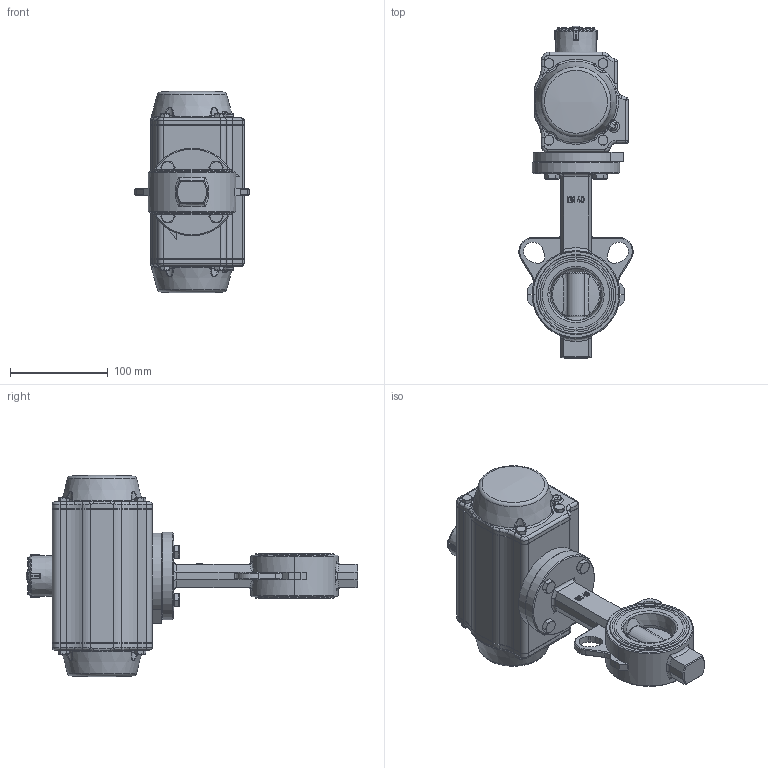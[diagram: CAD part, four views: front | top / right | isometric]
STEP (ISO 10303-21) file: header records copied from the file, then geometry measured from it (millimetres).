
FILE_DESCRIPTION(/* description */ ('Unknown','CAx-IF Rec.Pracs.---Representation and Presentation of Product Manufacturing Information (PMI)---4.0---2014-10-13','CAx-IF Rec.Pracs.---3D Tessellated Geometry---0.4---2014-09-14','2;1'),/* implementation_level */ '2;1');
FILE_NAME(/* name */ 'FR03 5400-08',/* time_stamp */ '2023-11-28T13:10:05+01:00',/* author */ ('Unknown'),/* organization */ ('Unknown'),/* preprocessor_version */ 'ST-DEVELOPER v18.102',/* originating_system */ 'Solid Edge',/* authorisation */ 'Unknown');
FILE_SCHEMA (('INTEGRATED_CNC_SCHEMA','AP242_MANAGED_MODEL_BASED_3D_ENGINEERING_MIM_LF { 1 0 10303 442 1 1 4 }'));
Length unit declared in the file: millimetre
Products named in the file (17): DW04_FR035400-08; 5.400.040; 5.400.040_Körper; 5.400.050_Körper_0; 5.400.050_Spindel; seat; disc; Raster DN40- DN150; DIN 933 M8x35 A2-70 BLK_EDST; DW04_FR03_(DW70_FR52); ____; ________(___________; _____________; ______; hex head bolts-full thread grade c gb_GB_FASTENER_BOLT_HHBFTC M6X20-N; cup head nib bolts with large head gb_GB_FASTENER_BOLT_CHNBW M6X25-N; KP-75
Assembly tree (28 placements, depth 4):
  DW04_FR035400-08
    5.400.040
      5.400.040_Körper
      5.400.050_Körper_0
      5.400.050_Spindel
      seat
      disc
    Raster DN40- DN150
    DIN 933 M8x35 A2-70 BLK_EDST  x4
    DW04_FR03_(DW70_FR52)
      ____
        ________(___________  x2
        _____________  x2
        ______
      hex head bolts-full thread grade c gb_GB_FASTENER_BOLT_HHBFTC M6X20-N  x8
      cup head nib bolts with large head gb_GB_FASTENER_BOLT_CHNBW M6X25-N
      KP-75
Bounding box: 117.32 x 340.4 x 206.95 mm (x, y, z)
Volume: 1971317.7 mm3; surface area: 248626.8 mm2
Topology: 25 solids, 25 shells, 1591 faces, 3909 edges, 2411 vertices
Faces by surface type: plane 607, cylinder 434, bspline 215, cone 169, torus 149, sphere 17
Full cylindrical faces by diameter (mm): 3 x18, 3.3 x8, 4.2 x8, 4.66 x1, 5 x13, 6 x9, 6.2 x1, 6.8 x12, 8 x5, 8.8 x2, 10 x5, 12.6 x4, 12.75 x1, 13 x4, 17.45 x4, 21.8 x2, 24.6 x1, 30.86 x1, 32 x2, 38.5 x1, 52.79 x2, 56 x1, 61.8 x2, 71 x2, 81 x2, 90 x1
Entity records: 48503 total; most frequent: CARTESIAN_POINT 17843, ORIENTED_EDGE 5852, DIRECTION 5627, EDGE_CURVE 2926, AXIS2_PLACEMENT_3D 2198, VERTEX_POINT 1938, FACE_BOUND 1540, EDGE_LOOP 1512
